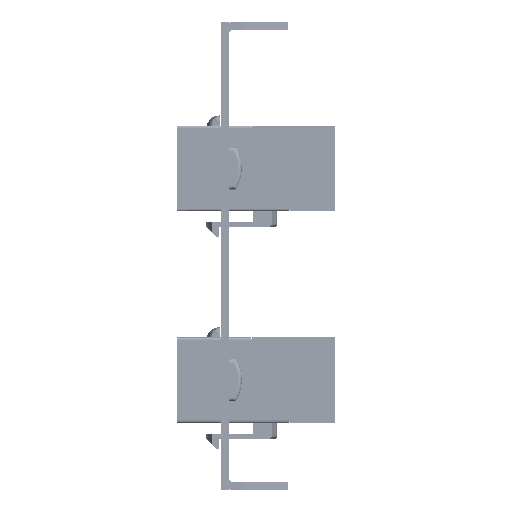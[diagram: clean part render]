
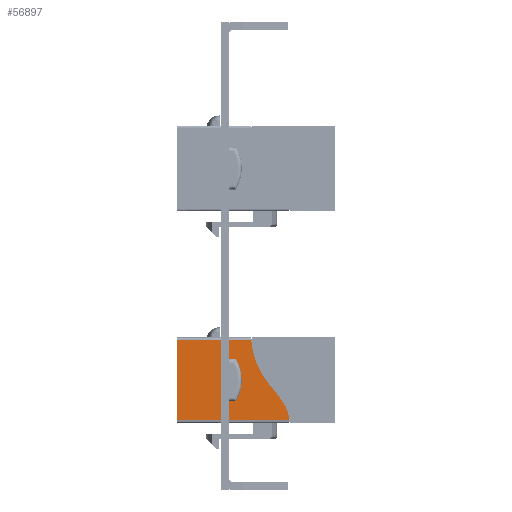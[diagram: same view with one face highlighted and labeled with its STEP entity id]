
A CAD part, left-side view. The second image highlights one B-rep face of the part: STEP entity #56897.
In plain terms, the highlighted face is planar.
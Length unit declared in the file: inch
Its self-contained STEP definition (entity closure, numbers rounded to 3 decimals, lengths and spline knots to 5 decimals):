
#91 = CIRCLE ( 'NONE', #52901, 0.30798 ) ;
#3396 = CARTESIAN_POINT ( 'NONE',  ( 0.2874, 0.58661, 0.29921 ) ) ;
#5175 = VERTEX_POINT ( 'NONE', #41422 ) ;
#5843 = VECTOR ( 'NONE', #34692, 39.37008 ) ;
#6619 = CARTESIAN_POINT ( 'NONE',  ( 0.2874, 0.58661, -0.29921 ) ) ;
#6623 = ORIENTED_EDGE ( 'NONE', *, *, #20652, .T. ) ;
#6808 = CARTESIAN_POINT ( 'NONE',  ( 0.2874, 0.58661, -0.3189 ) ) ;
#7620 = EDGE_CURVE ( 'NONE', #63059, #43917, #61320, .T. ) ;
#8875 = FACE_BOUND ( 'NONE', #71731, .T. ) ;
#9384 = DIRECTION ( 'NONE',  ( 0., -1., 0. ) ) ;
#10116 = EDGE_CURVE ( 'NONE', #26653, #69929, #34679, .T. ) ;
#11166 = DIRECTION ( 'NONE',  ( 0., -1., 0. ) ) ;
#11191 = EDGE_CURVE ( 'NONE', #5175, #27607, #30620, .T. ) ;
#11769 = ORIENTED_EDGE ( 'NONE', *, *, #46129, .F. ) ;
#12864 = DIRECTION ( 'NONE',  ( 0., 0., -1. ) ) ;
#13095 = CARTESIAN_POINT ( 'NONE',  ( 0.2874, 0.14961, -0.15748 ) ) ;
#13817 = CARTESIAN_POINT ( 'NONE',  ( 0.2874, 0.20079, -0.15748 ) ) ;
#13958 = LINE ( 'NONE', #23593, #77425 ) ;
#15644 = CARTESIAN_POINT ( 'NONE',  ( 0.2874, -0.00852, -0.08405 ) ) ;
#18904 = EDGE_LOOP ( 'NONE', ( #74951, #6623, #42760, #65813 ) ) ;
#19617 = DIRECTION ( 'NONE',  ( 1., 0., 0. ) ) ;
#20652 = EDGE_CURVE ( 'NONE', #24431, #41347, #13958, .T. ) ;
#20662 = VECTOR ( 'NONE', #28850, 39.37008 ) ;
#21643 = CARTESIAN_POINT ( 'NONE',  ( 0.2874, -0.24898, 0.21311 ) ) ;
#23554 = ORIENTED_EDGE ( 'NONE', *, *, #7620, .F. ) ;
#23593 = CARTESIAN_POINT ( 'NONE',  ( 0.2874, 0.58661, -0.29921 ) ) ;
#24431 = VERTEX_POINT ( 'NONE', #71794 ) ;
#26653 = VERTEX_POINT ( 'NONE', #13095 ) ;
#27607 = VERTEX_POINT ( 'NONE', #29015 ) ;
#27633 = CARTESIAN_POINT ( 'NONE',  ( 0.2874, 0.14961, 0.15748 ) ) ;
#28579 = LINE ( 'NONE', #6808, #58482 ) ;
#28850 = DIRECTION ( 'NONE',  ( 0., 1., 0. ) ) ;
#29015 = CARTESIAN_POINT ( 'NONE',  ( 0.2874, -0.24629, 0.29921 ) ) ;
#30620 = LINE ( 'NONE', #3396, #60480 ) ;
#34679 = LINE ( 'NONE', #64591, #20662 ) ;
#34692 = DIRECTION ( 'NONE',  ( 0., 0., 1. ) ) ;
#35659 = EDGE_CURVE ( 'NONE', #69929, #63059, #51598, .T. ) ;
#37228 = B_SPLINE_CURVE_WITH_KNOTS ( 'NONE', 3,
 ( #45387, #51397, #15644, #57387, #21643, #63366 ),
 .UNSPECIFIED., .F., .F.,
 ( 4, 1, 1, 4 ),
 ( 0.0286, 0.34844, 0.61542, 0.97238 ),
 .UNSPECIFIED. ) ;
#39352 = CARTESIAN_POINT ( 'NONE',  ( 0.2874, 0.58661, -0.3189 ) ) ;
#40114 = DIRECTION ( 'NONE',  ( 0., 0., 1. ) ) ;
#40700 = ORIENTED_EDGE ( 'NONE', *, *, #10116, .F. ) ;
#41347 = VERTEX_POINT ( 'NONE', #6619 ) ;
#41422 = CARTESIAN_POINT ( 'NONE',  ( 0.2874, 0.58661, 0.29921 ) ) ;
#42760 = ORIENTED_EDGE ( 'NONE', *, *, #56632, .F. ) ;
#43917 = VERTEX_POINT ( 'NONE', #27633 ) ;
#45387 = CARTESIAN_POINT ( 'NONE',  ( 0.2874, 0.0358, -0.29921 ) ) ;
#46129 = EDGE_CURVE ( 'NONE', #43917, #26653, #91, .T. ) ;
#51397 = CARTESIAN_POINT ( 'NONE',  ( 0.2874, 0.03102, -0.22352 ) ) ;
#51598 = LINE ( 'NONE', #60493, #5843 ) ;
#52362 = CARTESIAN_POINT ( 'NONE',  ( 0.2874, 0.20079, 0.15748 ) ) ;
#52901 = AXIS2_PLACEMENT_3D ( 'NONE', #55325, #19617, #61335 ) ;
#54650 = FACE_OUTER_BOUND ( 'NONE', #18904, .T. ) ;
#55070 = CARTESIAN_POINT ( 'NONE',  ( 0.2874, 0.20079, 0.15748 ) ) ;
#55325 = CARTESIAN_POINT ( 'NONE',  ( 0.2874, 0.41428, 0. ) ) ;
#56632 = EDGE_CURVE ( 'NONE', #5175, #41347, #28579, .T. ) ;
#56897 = ADVANCED_FACE ( 'NONE', ( #8875, #54650 ), #69870, .F. ) ;
#57387 = CARTESIAN_POINT ( 'NONE',  ( 0.2874, -0.14423, 0.09112 ) ) ;
#57675 = ORIENTED_EDGE ( 'NONE', *, *, #35659, .F. ) ;
#58482 = VECTOR ( 'NONE', #12864, 39.37008 ) ;
#59336 = DIRECTION ( 'NONE',  ( 0., 1., 0. ) ) ;
#60480 = VECTOR ( 'NONE', #9384, 39.37008 ) ;
#60493 = CARTESIAN_POINT ( 'NONE',  ( 0.2874, 0.20079, 0.15748 ) ) ;
#61320 = LINE ( 'NONE', #52362, #73467 ) ;
#61335 = DIRECTION ( 'NONE',  ( 0., 0., -1. ) ) ;
#63059 = VERTEX_POINT ( 'NONE', #55070 ) ;
#63366 = CARTESIAN_POINT ( 'NONE',  ( 0.2874, -0.24629, 0.29921 ) ) ;
#64591 = CARTESIAN_POINT ( 'NONE',  ( 0.2874, 0.20079, -0.15748 ) ) ;
#65813 = ORIENTED_EDGE ( 'NONE', *, *, #11191, .T. ) ;
#69870 = PLANE ( 'NONE',  #77034 ) ;
#69929 = VERTEX_POINT ( 'NONE', #13817 ) ;
#71731 = EDGE_LOOP ( 'NONE', ( #23554, #57675, #40700, #11769 ) ) ;
#71794 = CARTESIAN_POINT ( 'NONE',  ( 0.2874, 0.0358, -0.29921 ) ) ;
#73467 = VECTOR ( 'NONE', #11166, 39.37008 ) ;
#74147 = EDGE_CURVE ( 'NONE', #24431, #27607, #37228, .T. ) ;
#74951 = ORIENTED_EDGE ( 'NONE', *, *, #74147, .F. ) ;
#75906 = DIRECTION ( 'NONE',  ( -1., 0., 0. ) ) ;
#77034 = AXIS2_PLACEMENT_3D ( 'NONE', #39352, #75906, #40114 ) ;
#77425 = VECTOR ( 'NONE', #59336, 39.37008 ) ;
